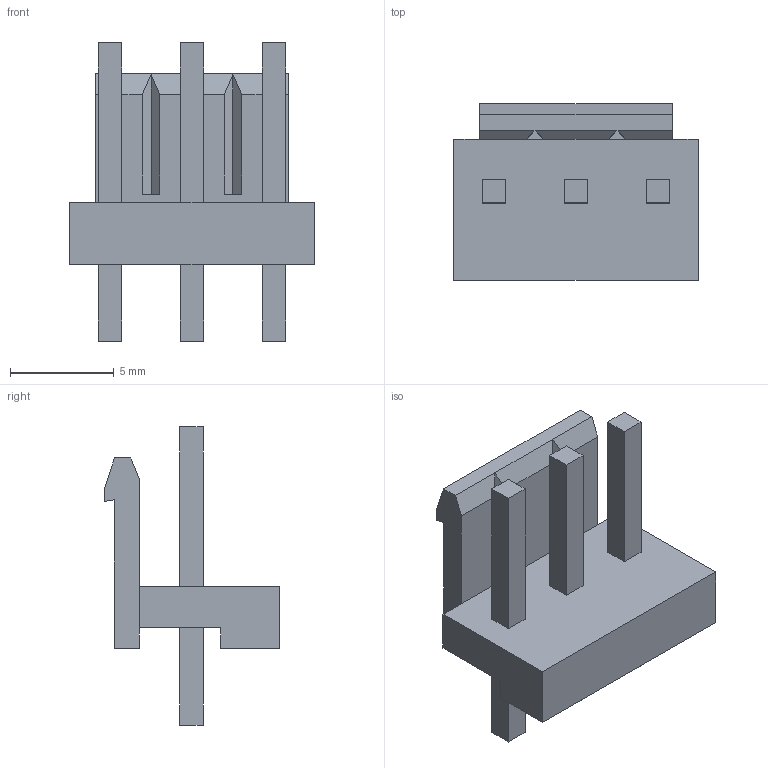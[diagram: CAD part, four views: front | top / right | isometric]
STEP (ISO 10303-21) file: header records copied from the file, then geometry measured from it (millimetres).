
FILE_DESCRIPTION(('STEP AP242'),'1');
FILE_NAME('1-1318300-3.stp','2022-07-14T22:00:37',('TraceParts'),('TraceParts S.A.'),'Spatial InterOp 3D',' ',' ');
FILE_SCHEMA(('AP242_MANAGED_MODEL_BASED_3D_ENGINEERING_MIM_LF {1 0 10303 442 1 1 4}'));
Length unit declared in the file: millimetre
Products named in the file (1): 1-1318300-3
Bounding box: 11.82 x 8.5 x 14.4 mm (x, y, z)
Volume: 348.7 mm3; surface area: 620.8 mm2
Topology: 1 solids, 1 shells, 58 faces, 142 edges, 92 vertices
Faces by surface type: plane 58
Entity records: 1677 total; most frequent: CARTESIAN_POINT 293, ORIENTED_EDGE 284, DIRECTION 260, EDGE_CURVE 142, LINE 142, VECTOR 142, VERTEX_POINT 92, EDGE_LOOP 64
